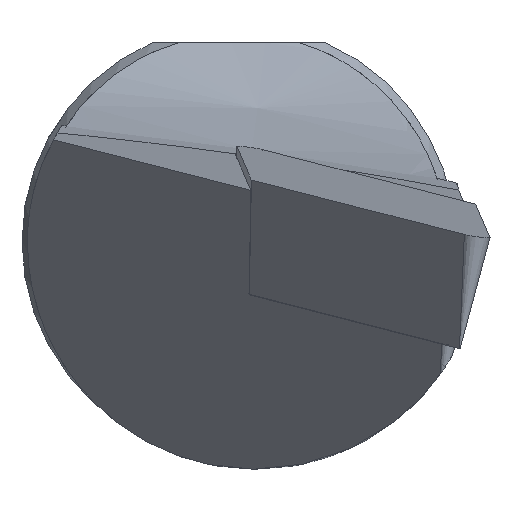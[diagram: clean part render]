
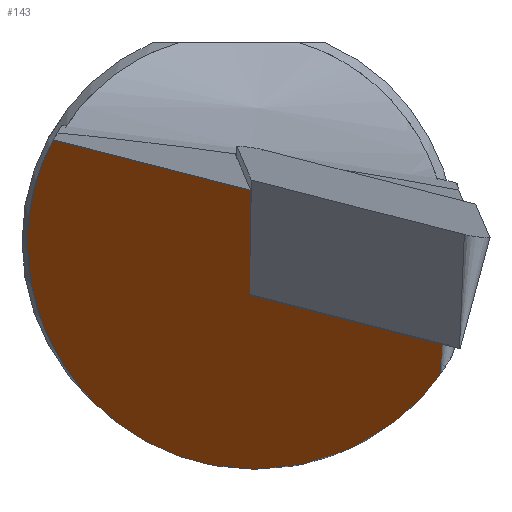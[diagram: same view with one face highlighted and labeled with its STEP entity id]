
A CAD part, left-side view. The second image highlights one B-rep face of the part: STEP entity #143.
In plain terms, the highlighted planar face has unit normal (-0.599, 0.798, -0.064).
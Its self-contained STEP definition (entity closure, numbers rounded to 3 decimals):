
#143=ADVANCED_FACE('',(#190),#174,.T.);
#174=PLANE('',#639);
#190=FACE_OUTER_BOUND('',#220,.T.);
#220=EDGE_LOOP('',(#293,#294,#295,#296,#297,#298));
#254=ELLIPSE('',#637,9.768,5.85);
#255=ELLIPSE('',#638,10.519,6.3);
#293=ORIENTED_EDGE('',*,*,#497,.F.);
#294=ORIENTED_EDGE('',*,*,#486,.F.);
#295=ORIENTED_EDGE('',*,*,#498,.T.);
#296=ORIENTED_EDGE('',*,*,#499,.T.);
#297=ORIENTED_EDGE('',*,*,#500,.F.);
#298=ORIENTED_EDGE('',*,*,#501,.F.);
#430=VERTEX_POINT('',#827);
#435=VERTEX_POINT('',#841);
#445=VERTEX_POINT('',#874);
#446=VERTEX_POINT('',#876);
#447=VERTEX_POINT('',#878);
#448=VERTEX_POINT('',#880);
#486=EDGE_CURVE('',#435,#430,#561,.T.);
#497=EDGE_CURVE('',#430,#445,#566,.T.);
#498=EDGE_CURVE('',#435,#446,#254,.T.);
#499=EDGE_CURVE('',#446,#447,#255,.T.);
#500=EDGE_CURVE('',#448,#447,#567,.T.);
#501=EDGE_CURVE('',#445,#448,#568,.T.);
#561=LINE('',#842,#597);
#566=LINE('',#873,#602);
#567=LINE('',#879,#603);
#568=LINE('',#881,#604);
#597=VECTOR('',#690,1.);
#602=VECTOR('',#705,1.);
#603=VECTOR('',#710,1.);
#604=VECTOR('',#711,1.);
#637=AXIS2_PLACEMENT_3D('',#875,#706,#707);
#638=AXIS2_PLACEMENT_3D('',#877,#708,#709);
#639=AXIS2_PLACEMENT_3D('',#882,#712,#713);
#690=DIRECTION('',(-0.784,-0.601,-0.154));
#705=DIRECTION('',(0.131,0.019,-0.991));
#706=DIRECTION('',(-0.599,0.798,-0.064));
#707=DIRECTION('',(0.801,0.597,-0.048));
#708=DIRECTION('',(-0.599,0.798,-0.064));
#709=DIRECTION('',(0.801,0.597,-0.048));
#710=DIRECTION('',(0.161,0.042,-0.986));
#711=DIRECTION('',(-0.784,-0.601,-0.154));
#712=DIRECTION('',(-0.599,0.798,-0.064));
#713=DIRECTION('',(-0.8,-0.6,0.));
#827=CARTESIAN_POINT('',(8.897,-0.335,1.419));
#841=CARTESIAN_POINT('',(16.027,5.127,2.816));
#842=CARTESIAN_POINT('',(15.687,4.867,2.75));
#873=CARTESIAN_POINT('',(8.814,-0.347,2.048));
#874=CARTESIAN_POINT('',(9.278,-0.281,-1.46));
#875=CARTESIAN_POINT('',(9.495,0.,0.));
#876=CARTESIAN_POINT('',(17.292,5.85,0.));
#877=CARTESIAN_POINT('',(8.896,-0.45,0.));
#878=CARTESIAN_POINT('',(2.457,-5.576,-3.663));
#879=CARTESIAN_POINT('',(1.803,-5.745,0.336));
#880=CARTESIAN_POINT('',(2.32,-5.611,-2.823));
#881=CARTESIAN_POINT('',(16.155,4.988,-0.111));
#882=CARTESIAN_POINT('',(15.638,4.854,3.048));
